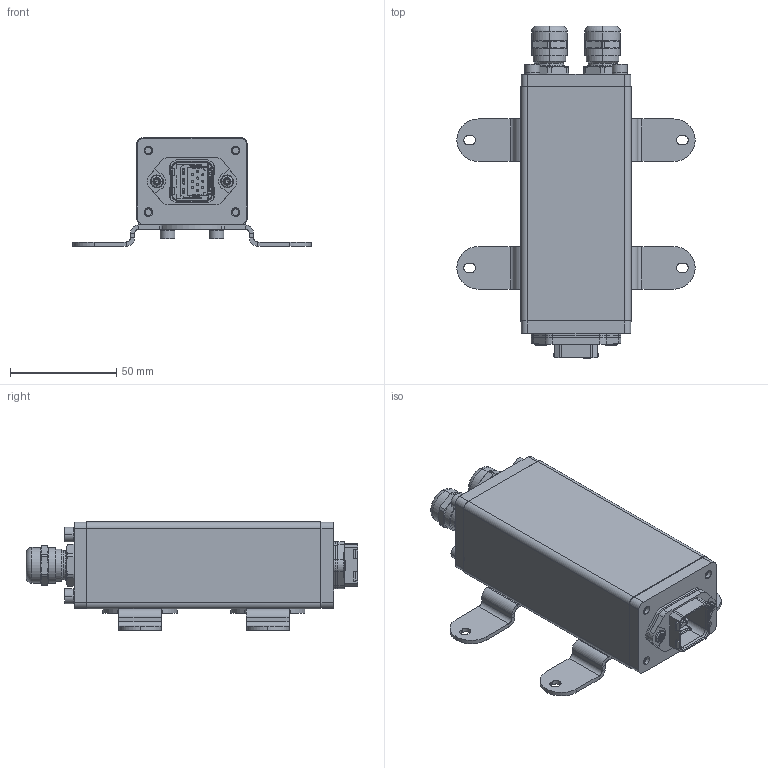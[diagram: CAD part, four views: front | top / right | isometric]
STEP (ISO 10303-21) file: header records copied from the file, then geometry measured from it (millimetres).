
FILE_DESCRIPTION(('CATIA V5 STEP Exchange','CAx-IF Rec.Pracs.--- Model Styling and Organization---1.4--- 2014-01-23'),'2;1');
FILE_NAME ('090211-3_0', '2022-03-07T10:07:42+00:00', ('none'), ('Weidmueller'), 'CATIA Version 5-6 Release 2016 SP3 HF44', 'CATIA V5 STEP AP214', 'none');
FILE_SCHEMA(('AUTOMOTIVE_DESIGN { 1 0 10303 214 1 1 1 1 }'));
Products named in the file (1): 1312580000
Bounding box: 112 x 156 x 51 mm (x, y, z)
Volume: 156525.2 mm3; surface area: 120572.4 mm2
Topology: 47 solids, 47 shells, 3362 faces, 8781 edges, 5563 vertices
Faces by surface type: plane 1690, cylinder 990, cone 246, torus 232, bspline 162, revolution 32, sphere 8, extrusion 2
Entity records: 104337 total; most frequent: CARTESIAN_POINT 27988, ORIENTED_EDGE 17458, DIRECTION 12482, EDGE_CURVE 8729, VERTEX_POINT 5563, AXIS2_PLACEMENT_3D 5215, VECTOR 4793, LINE 4791
